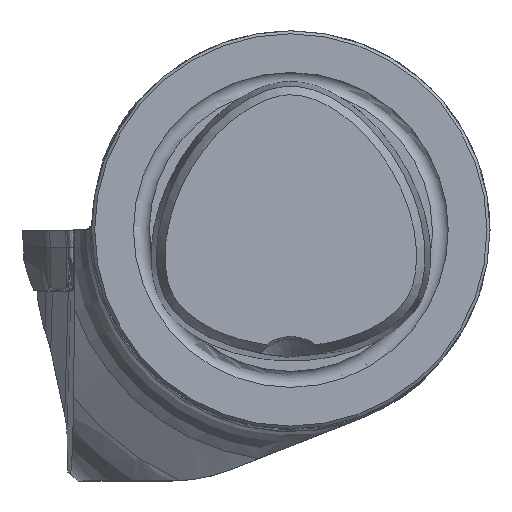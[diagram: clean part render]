
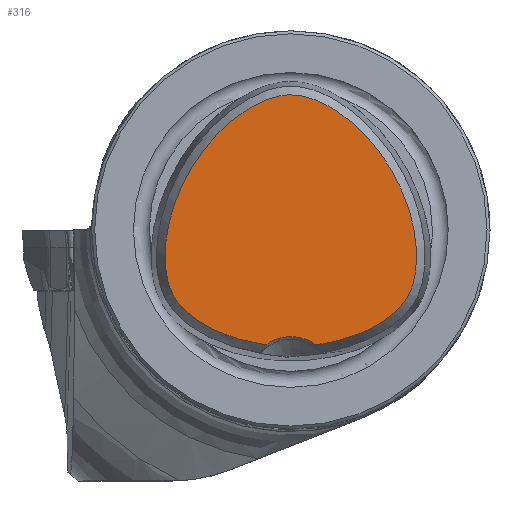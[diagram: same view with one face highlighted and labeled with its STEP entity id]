
A CAD part, top view. The second image highlights one B-rep face of the part: STEP entity #316.
In plain terms, the highlighted planar face has unit normal (0, 0, 1).
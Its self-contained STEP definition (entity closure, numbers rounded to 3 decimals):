
#244=CIRCLE('',#3083,4.25);
#316=ADVANCED_FACE('CU_E_LO_SU_2',(#537),#466,.T.);
#466=PLANE('',#3084);
#537=FACE_OUTER_BOUND('',#696,.T.);
#696=EDGE_LOOP('',(#1191,#1192));
#891=B_SPLINE_CURVE_WITH_KNOTS('',3,(#4693,#4694,#4695,#4696,#4697,#4698,
#4699,#4700,#4701,#4702,#4703,#4704,#4705,#4706,#4707,#4708,#4709,#4710,
#4711,#4712,#4713,#4714,#4715,#4716,#4717,#4718,#4719,#4720,#4721,#4722,
#4723,#4724,#4725,#4726,#4727,#4728,#4729,#4730,#4731,#4732,#4733,#4734,
#4735,#4736,#4737,#4738,#4739,#4740,#4741,#4742,#4743,#4744,#4745,#4746,
#4747,#4748,#4749,#4750,#4751),.UNSPECIFIED.,.T.,.F.,(1,1,2,1,1,1,1,1,1,
1,1,1,1,1,1,1,1,1,1,1,1,1,1,1,1,1,1,1,1,1,1,1,1,1,1,1,1,1,1,1,1,1,1,1,1,
1,1,1,1,1,1,1,1,1,1,1,1,1,2,1,1),(-0.063,-0.031,0.,0.031,0.063,0.078,
0.094,0.109,0.125,0.141,0.156,0.164,0.172,0.188,0.203,
0.219,0.234,0.25,0.266,0.281,0.313,0.344,0.375,0.406,0.422,
0.438,0.453,0.469,0.484,0.492,0.5,0.508,0.516,0.531,
0.547,0.563,0.578,0.594,0.625,0.656,0.688,0.719,0.734,
0.75,0.766,0.781,0.797,0.813,0.828,0.836,0.844,0.859,
0.875,0.891,0.906,0.922,0.938,0.969,1.,1.031,1.063),
 .UNSPECIFIED.);
#1191=ORIENTED_EDGE('',*,*,#2325,.F.);
#1192=ORIENTED_EDGE('',*,*,#2328,.T.);
#2019=VERTEX_POINT('',#4692);
#2020=VERTEX_POINT('',#4752);
#2325=EDGE_CURVE('',#2019,#2020,#891,.T.);
#2328=EDGE_CURVE('',#2019,#2020,#244,.T.);
#3083=AXIS2_PLACEMENT_3D('',#4945,#3381,#3382);
#3084=AXIS2_PLACEMENT_3D('',#4946,#3383,#3384);
#3381=DIRECTION('',(0.,0.,-1.));
#3382=DIRECTION('',(1.,0.,0.));
#3383=DIRECTION('',(0.,0.,1.));
#3384=DIRECTION('',(1.,0.,0.));
#4692=CARTESIAN_POINT('',(-2.513,-11.572,24.));
#4693=CARTESIAN_POINT('',(0.872,-11.732,24.));
#4694=CARTESIAN_POINT('',(-0.872,-11.732,24.));
#4695=CARTESIAN_POINT('',(-2.57,-11.622,24.));
#4696=CARTESIAN_POINT('',(-4.66,-11.205,24.));
#4697=CARTESIAN_POINT('',(-6.288,-10.692,24.));
#4698=CARTESIAN_POINT('',(-7.461,-10.22,24.));
#4699=CARTESIAN_POINT('',(-8.578,-9.656,24.));
#4700=CARTESIAN_POINT('',(-9.62,-8.997,24.));
#4701=CARTESIAN_POINT('',(-10.554,-8.244,24.));
#4702=CARTESIAN_POINT('',(-11.203,-7.545,24.));
#4703=CARTESIAN_POINT('',(-11.633,-6.928,24.));
#4704=CARTESIAN_POINT('',(-11.995,-6.276,24.));
#4705=CARTESIAN_POINT('',(-12.322,-5.396,24.));
#4706=CARTESIAN_POINT('',(-12.556,-4.234,24.));
#4707=CARTESIAN_POINT('',(-12.649,-3.015,24.));
#4708=CARTESIAN_POINT('',(-12.617,-1.769,24.));
#4709=CARTESIAN_POINT('',(-12.474,-0.517,24.));
#4710=CARTESIAN_POINT('',(-12.23,0.73,24.));
#4711=CARTESIAN_POINT('',(-11.778,2.381,24.));
#4712=CARTESIAN_POINT('',(-11.003,4.37,24.));
#4713=CARTESIAN_POINT('',(-9.763,6.629,24.));
#4714=CARTESIAN_POINT('',(-8.244,8.706,24.));
#4715=CARTESIAN_POINT('',(-6.768,10.237,24.));
#4716=CARTESIAN_POINT('',(-5.458,11.322,24.));
#4717=CARTESIAN_POINT('',(-4.428,12.04,24.));
#4718=CARTESIAN_POINT('',(-3.35,12.653,24.));
#4719=CARTESIAN_POINT('',(-2.238,13.136,24.));
#4720=CARTESIAN_POINT('',(-1.305,13.401,24.));
#4721=CARTESIAN_POINT('',(-0.551,13.513,24.));
#4722=CARTESIAN_POINT('',(0.,13.541,24.));
#4723=CARTESIAN_POINT('',(0.551,13.513,24.));
#4724=CARTESIAN_POINT('',(1.305,13.401,24.));
#4725=CARTESIAN_POINT('',(2.238,13.136,24.));
#4726=CARTESIAN_POINT('',(3.35,12.653,24.));
#4727=CARTESIAN_POINT('',(4.428,12.04,24.));
#4728=CARTESIAN_POINT('',(5.458,11.322,24.));
#4729=CARTESIAN_POINT('',(6.768,10.237,24.));
#4730=CARTESIAN_POINT('',(8.244,8.706,24.));
#4731=CARTESIAN_POINT('',(9.763,6.629,24.));
#4732=CARTESIAN_POINT('',(11.003,4.37,24.));
#4733=CARTESIAN_POINT('',(11.778,2.381,24.));
#4734=CARTESIAN_POINT('',(12.23,0.73,24.));
#4735=CARTESIAN_POINT('',(12.474,-0.517,24.));
#4736=CARTESIAN_POINT('',(12.617,-1.769,24.));
#4737=CARTESIAN_POINT('',(12.649,-3.015,24.));
#4738=CARTESIAN_POINT('',(12.556,-4.234,24.));
#4739=CARTESIAN_POINT('',(12.322,-5.396,24.));
#4740=CARTESIAN_POINT('',(11.995,-6.276,24.));
#4741=CARTESIAN_POINT('',(11.633,-6.928,24.));
#4742=CARTESIAN_POINT('',(11.203,-7.545,24.));
#4743=CARTESIAN_POINT('',(10.554,-8.244,24.));
#4744=CARTESIAN_POINT('',(9.62,-8.997,24.));
#4745=CARTESIAN_POINT('',(8.578,-9.656,24.));
#4746=CARTESIAN_POINT('',(7.461,-10.22,24.));
#4747=CARTESIAN_POINT('',(6.288,-10.692,24.));
#4748=CARTESIAN_POINT('',(4.66,-11.205,24.));
#4749=CARTESIAN_POINT('',(2.57,-11.622,24.));
#4750=CARTESIAN_POINT('',(0.872,-11.732,24.));
#4751=CARTESIAN_POINT('',(-0.872,-11.732,24.));
#4752=CARTESIAN_POINT('',(2.513,-11.572,24.));
#4945=CARTESIAN_POINT('',(0.,-15.,24.));
#4946=CARTESIAN_POINT('',(0.,0.,24.));
